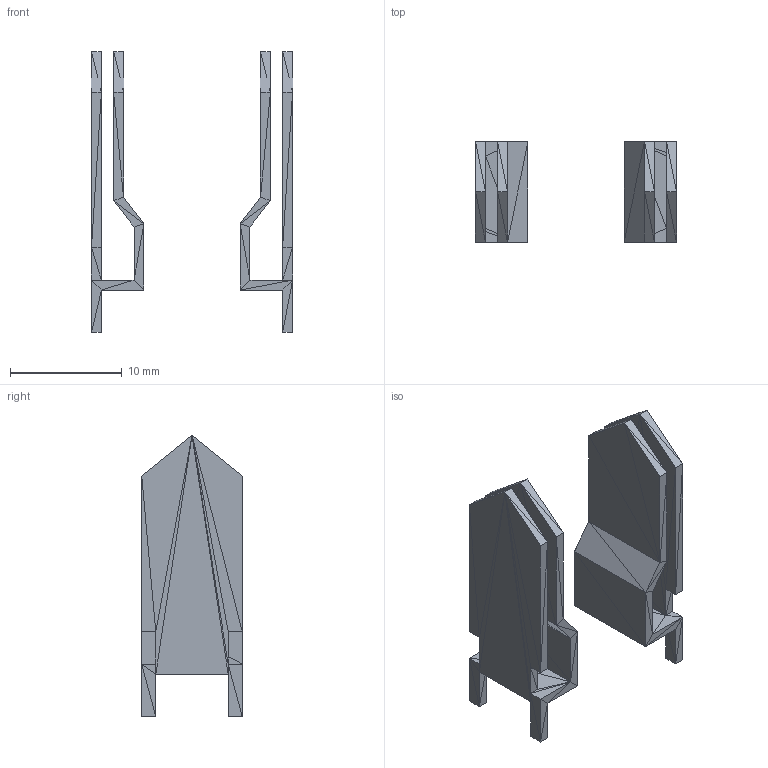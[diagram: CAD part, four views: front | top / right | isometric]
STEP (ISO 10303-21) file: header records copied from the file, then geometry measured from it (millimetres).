
FILE_DESCRIPTION(('FreeCAD Model'),'2;1');
FILE_NAME('Open CASCADE Shape Model','2022-04-26T11:28:34',( 'kicad StepUp'),('ksu MCAD'),'Open CASCADE STEP processor 7.5', 'FreeCAD','Unknown');
FILE_SCHEMA(('AUTOMOTIVE_DESIGN { 1 0 10303 214 1 1 1 1 }'));
Length unit declared in the file: millimetre
Products named in the file (1): Fusion
Bounding box: 18 x 9 x 25.15 mm (x, y, z)
Surface area: 1758.4 mm2 (no closed solid volume)
Topology: 0 solids, 200 shells, 200 faces, 600 edges, 600 vertices
Faces by surface type: plane 200
Entity records: 8619 total; most frequent: CARTESIAN_POINT 1401, DIRECTION 1002, ORIENTED_EDGE 600, EDGE_CURVE 600, VERTEX_POINT 600, LINE 600, VECTOR 600, AXIS2_PLACEMENT_3D 201
